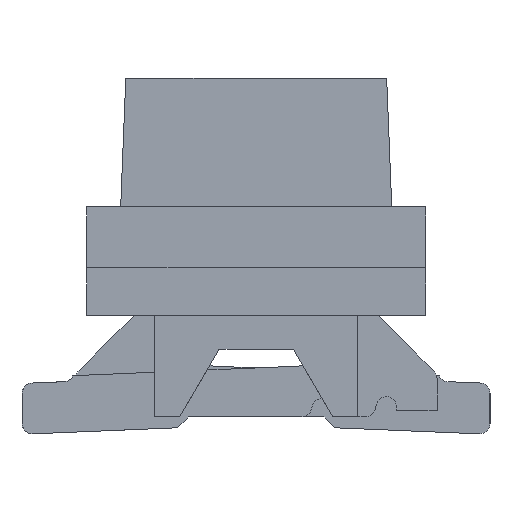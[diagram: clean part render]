
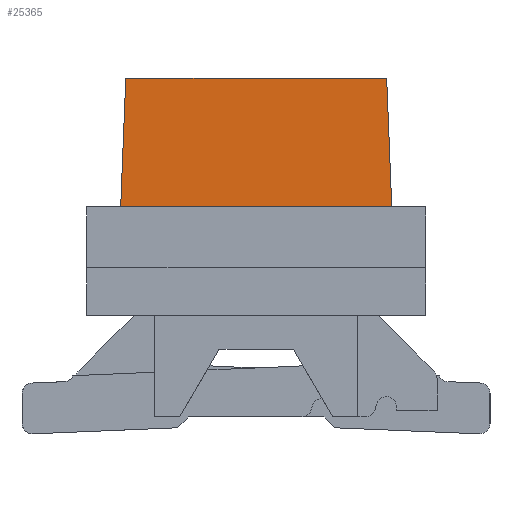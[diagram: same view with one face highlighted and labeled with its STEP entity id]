
A CAD part, left-side view. The second image highlights one B-rep face of the part: STEP entity #25365.
In plain terms, the highlighted free-form (B-spline) face has degree [1, 1] with [2, 2] control points.
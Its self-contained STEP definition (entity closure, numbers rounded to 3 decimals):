
#18995=CARTESIAN_POINT('',(-10.425,-1.925,5.25));
#18996=VERTEX_POINT('',#18995);
#19011=CARTESIAN_POINT('',(-10.425,1.925,5.25));
#19012=VERTEX_POINT('',#19011);
#19019=CARTESIAN_POINT('',(-10.425,-1.925,5.25));
#19020=DIRECTION('',(0.0,1.0,0.0));
#19021=VECTOR('',#19020,3.85);
#19022=LINE('',#19019,#19021);
#19023=EDGE_CURVE('',#18996,#19012,#19022,.T.);
#25263=CARTESIAN_POINT('',(-10.425,-2.,3.35));
#25264=VERTEX_POINT('',#25263);
#25265=CARTESIAN_POINT('',(-10.425,-1.925,5.25));
#25266=DIRECTION('',(0.0,-0.039,-0.999));
#25267=VECTOR('',#25266,1.901);
#25268=LINE('',#25265,#25267);
#25269=EDGE_CURVE('',#18996,#25264,#25268,.T.);
#25319=CARTESIAN_POINT('',(-10.425,2.,3.35));
#25320=VERTEX_POINT('',#25319);
#25327=CARTESIAN_POINT('',(-10.425,2.,3.35));
#25328=DIRECTION('',(0.0,-0.039,0.999));
#25329=VECTOR('',#25328,1.901);
#25330=LINE('',#25327,#25329);
#25331=EDGE_CURVE('',#25320,#19012,#25330,.T.);
#25342=CARTESIAN_POINT('',(-10.425,2.,3.35));
#25343=DIRECTION('',(0.0,-1.0,0.0));
#25344=VECTOR('',#25343,4.0);
#25345=LINE('',#25342,#25344);
#25346=EDGE_CURVE('',#25320,#25264,#25345,.T.);
#25354=CARTESIAN_POINT('',(-10.425,2.,3.35));
#25355=CARTESIAN_POINT('',(-10.425,2.,5.25));
#25356=CARTESIAN_POINT('',(-10.425,-2.,3.35));
#25357=CARTESIAN_POINT('',(-10.425,-2.,5.25));
#25358=B_SPLINE_SURFACE_WITH_KNOTS('',1,1,((#25354,#25356),(#25355,#25357)),.UNSPECIFIED.,.F.,.F.,.U.,(2,2),(2,2),(0.0,1.9),(0.0,4.0),.UNSPECIFIED.);
#25359=ORIENTED_EDGE('',*,*,#25269,.F.);
#25360=ORIENTED_EDGE('',*,*,#19023,.T.);
#25361=ORIENTED_EDGE('',*,*,#25331,.F.);
#25362=ORIENTED_EDGE('',*,*,#25346,.T.);
#25363=EDGE_LOOP('',(#25359,#25360,#25361,#25362));
#25364=FACE_OUTER_BOUND('',#25363,.T.);
#25365=ADVANCED_FACE('',(#25364),#25358,.F.);
